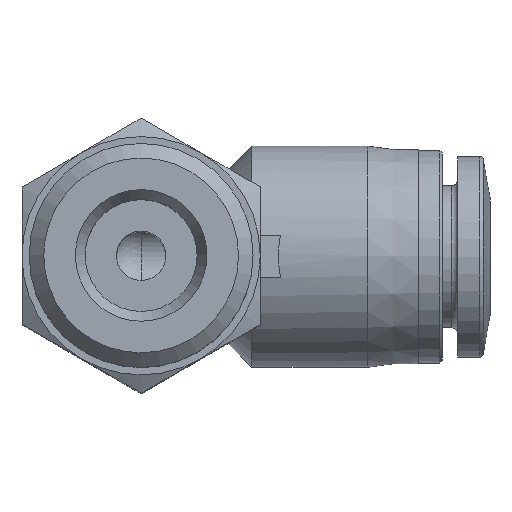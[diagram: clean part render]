
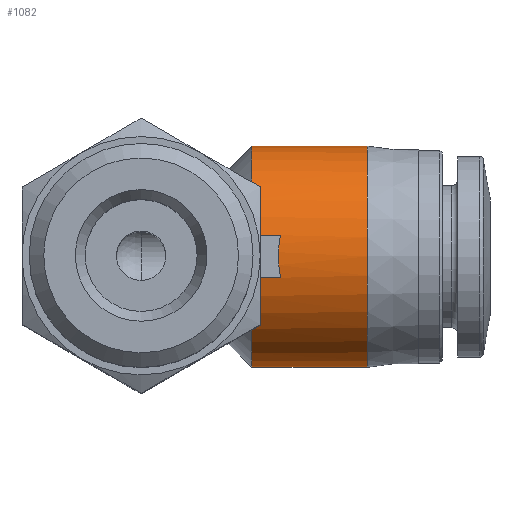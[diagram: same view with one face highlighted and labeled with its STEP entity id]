
A CAD part, top view. The second image highlights one B-rep face of the part: STEP entity #1082.
In plain terms, the highlighted cylindrical face has radius 6.5 mm (diameter 13 mm), a full revolution.
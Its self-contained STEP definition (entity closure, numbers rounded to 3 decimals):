
#44=LINE('',#1473,#56);
#46=LINE('',#1487,#58);
#56=VECTOR('',#1234,1000.);
#58=VECTOR('',#1238,1000.);
#140=CIRCLE('',#1166,6.5);
#141=CIRCLE('',#1168,6.5);
#298=ORIENTED_EDGE('',*,*,#416,.F.);
#299=ORIENTED_EDGE('',*,*,#360,.F.);
#300=ORIENTED_EDGE('',*,*,#412,.T.);
#301=ORIENTED_EDGE('',*,*,#364,.T.);
#302=ORIENTED_EDGE('',*,*,#415,.T.);
#360=EDGE_CURVE('',#450,#451,#44,.F.);
#364=EDGE_CURVE('',#453,#452,#46,.F.);
#412=EDGE_CURVE('',#450,#453,#505,.F.);
#415=EDGE_CURVE('',#452,#451,#140,.T.);
#416=EDGE_CURVE('',#482,#482,#141,.T.);
#450=VERTEX_POINT('',#1474);
#451=VERTEX_POINT('',#1475);
#452=VERTEX_POINT('',#1486);
#453=VERTEX_POINT('',#1488);
#482=VERTEX_POINT('',#1669);
#505=ELLIPSE('',#1160,9.192,6.5);
#544=EDGE_LOOP('',(#298));
#545=EDGE_LOOP('',(#299,#300,#301,#302));
#623=FACE_BOUND('',#544,.T.);
#624=FACE_BOUND('',#545,.T.);
#668=CYLINDRICAL_SURFACE('',#1167,6.5);
#1082=ADVANCED_FACE('',(#623,#624),#668,.T.);
#1160=AXIS2_PLACEMENT_3D('',#1660,#1326,#1327);
#1166=AXIS2_PLACEMENT_3D('',#1666,#1338,#1339);
#1167=AXIS2_PLACEMENT_3D('',#1667,#1340,#1341);
#1168=AXIS2_PLACEMENT_3D('',#1668,#1342,#1343);
#1234=DIRECTION('',(1.,0.,0.));
#1238=DIRECTION('',(1.,0.,0.));
#1326=DIRECTION('',(-0.707,0.,-0.707));
#1327=DIRECTION('',(0.707,0.,-0.707));
#1338=DIRECTION('',(1.,0.,0.));
#1339=DIRECTION('',(0.,0.,-1.));
#1340=DIRECTION('',(1.,0.,0.));
#1341=DIRECTION('',(0.,0.,-1.));
#1342=DIRECTION('',(1.,0.,0.));
#1343=DIRECTION('',(0.,0.,-1.));
#1473=CARTESIAN_POINT('',(20.5,1.25,6.379));
#1474=CARTESIAN_POINT('',(8.188,1.25,6.379));
#1475=CARTESIAN_POINT('',(6.5,1.25,6.379));
#1486=CARTESIAN_POINT('',(6.5,-1.25,6.379));
#1487=CARTESIAN_POINT('',(20.5,-1.25,6.379));
#1488=CARTESIAN_POINT('',(8.188,-1.25,6.379));
#1660=CARTESIAN_POINT('',(14.566,0.,0.));
#1666=CARTESIAN_POINT('',(6.5,0.,0.));
#1667=CARTESIAN_POINT('',(20.5,0.,0.));
#1668=CARTESIAN_POINT('',(13.3,0.,0.));
#1669=CARTESIAN_POINT('',(13.3,0.,-6.5));
